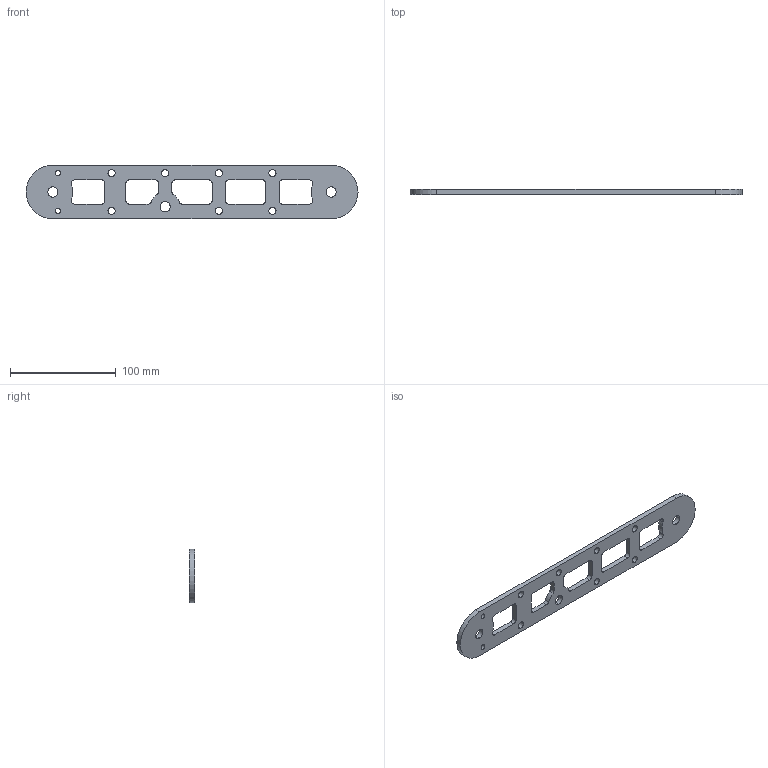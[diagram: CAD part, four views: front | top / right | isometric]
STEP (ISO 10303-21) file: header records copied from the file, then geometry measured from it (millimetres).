
FILE_DESCRIPTION (( 'STEP AP214' ), '1' );
FILE_NAME ('am-3320 Upper Bar.STEP', '2018-07-02T13:34:56', ( '' ), ( '' ), 'SwSTEP 2.0', 'SolidWorks 2017', '' );
FILE_SCHEMA (( 'AUTOMOTIVE_DESIGN' ));
Length unit declared in the file: inch
Products named in the file (1): am-3320 Upper Bar
Bounding box: 314.32 x 4.76 x 50.8 mm (x, y, z)
Volume: 53219.7 mm3; surface area: 29461.1 mm2
Topology: 1 solids, 1 shells, 74 faces, 216 edges, 144 vertices
Faces by surface type: cylinder 52, plane 22
Entity records: 2612 total; most frequent: DIRECTION 470, CARTESIAN_POINT 435, ORIENTED_EDGE 432, EDGE_CURVE 216, AXIS2_PLACEMENT_3D 179, VERTEX_POINT 144, VECTOR 112, LINE 112
